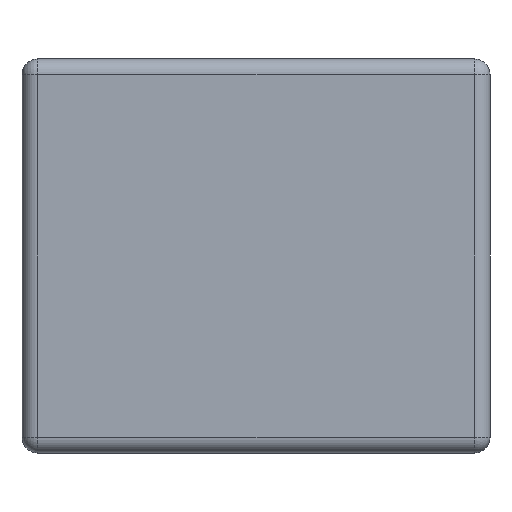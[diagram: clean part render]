
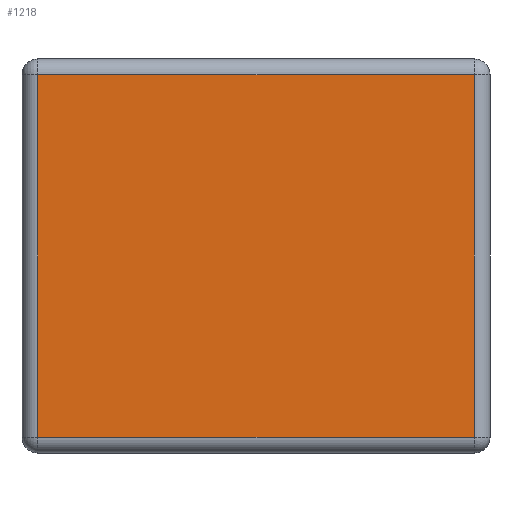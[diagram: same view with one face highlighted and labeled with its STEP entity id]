
A CAD part, left-side view. The second image highlights one B-rep face of the part: STEP entity #1218.
In plain terms, the highlighted planar face has unit normal (-1, 0, 0).
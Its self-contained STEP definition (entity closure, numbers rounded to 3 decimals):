
#24 = CARTESIAN_POINT ( 'NONE',  ( -0.8, 0.032, 0.368 ) ) ;
#48 = LINE ( 'NONE', #938, #453 ) ;
#134 = CARTESIAN_POINT ( 'NONE',  ( -0.8, 0.95, -0.368 ) ) ;
#143 = EDGE_CURVE ( 'NONE', #759, #1054, #808, .T. ) ;
#147 = EDGE_LOOP ( 'NONE', ( #981, #962, #1208, #857 ) ) ;
#218 = DIRECTION ( 'NONE',  ( 0., 0., -1. ) ) ;
#231 = DIRECTION ( 'NONE',  ( 0., -1., 0. ) ) ;
#256 = FACE_OUTER_BOUND ( 'NONE', #147, .T. ) ;
#288 = CARTESIAN_POINT ( 'NONE',  ( -0.8, 0.032, -0.368 ) ) ;
#438 = VECTOR ( 'NONE', #858, 1000. ) ;
#453 = VECTOR ( 'NONE', #1157, 1000. ) ;
#454 = VECTOR ( 'NONE', #231, 1000. ) ;
#521 = EDGE_CURVE ( 'NONE', #913, #759, #937, .T. ) ;
#537 = VERTEX_POINT ( 'NONE', #288 ) ;
#586 = VECTOR ( 'NONE', #914, 1000. ) ;
#678 = DIRECTION ( 'NONE',  ( 1., 0., 0. ) ) ;
#759 = VERTEX_POINT ( 'NONE', #1132 ) ;
#808 = LINE ( 'NONE', #1468, #586 ) ;
#857 = ORIENTED_EDGE ( 'NONE', *, *, #521, .T. ) ;
#858 = DIRECTION ( 'NONE',  ( 0., 1., 0. ) ) ;
#868 = CARTESIAN_POINT ( 'NONE',  ( -0.8, 0.95, 0.368 ) ) ;
#898 = PLANE ( 'NONE',  #1268 ) ;
#913 = VERTEX_POINT ( 'NONE', #24 ) ;
#914 = DIRECTION ( 'NONE',  ( 0., 0., -1. ) ) ;
#937 = LINE ( 'NONE', #868, #438 ) ;
#938 = CARTESIAN_POINT ( 'NONE',  ( -0.8, 0.032, -0.4 ) ) ;
#962 = ORIENTED_EDGE ( 'NONE', *, *, #1334, .T. ) ;
#981 = ORIENTED_EDGE ( 'NONE', *, *, #143, .T. ) ;
#1054 = VERTEX_POINT ( 'NONE', #1168 ) ;
#1132 = CARTESIAN_POINT ( 'NONE',  ( -0.8, 0.918, 0.368 ) ) ;
#1157 = DIRECTION ( 'NONE',  ( 0., 0., 1. ) ) ;
#1168 = CARTESIAN_POINT ( 'NONE',  ( -0.8, 0.918, -0.368 ) ) ;
#1208 = ORIENTED_EDGE ( 'NONE', *, *, #1460, .T. ) ;
#1218 = ADVANCED_FACE ( 'NONE', ( #256 ), #898, .F. ) ;
#1268 = AXIS2_PLACEMENT_3D ( 'NONE', #1461, #678, #218 ) ;
#1334 = EDGE_CURVE ( 'NONE', #1054, #537, #1407, .T. ) ;
#1407 = LINE ( 'NONE', #134, #454 ) ;
#1460 = EDGE_CURVE ( 'NONE', #537, #913, #48, .T. ) ;
#1461 = CARTESIAN_POINT ( 'NONE',  ( -0.8, 0.95, -0.4 ) ) ;
#1468 = CARTESIAN_POINT ( 'NONE',  ( -0.8, 0.918, -0.4 ) ) ;
